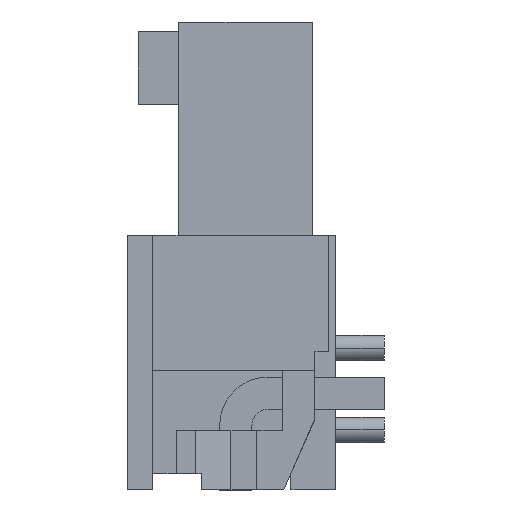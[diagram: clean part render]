
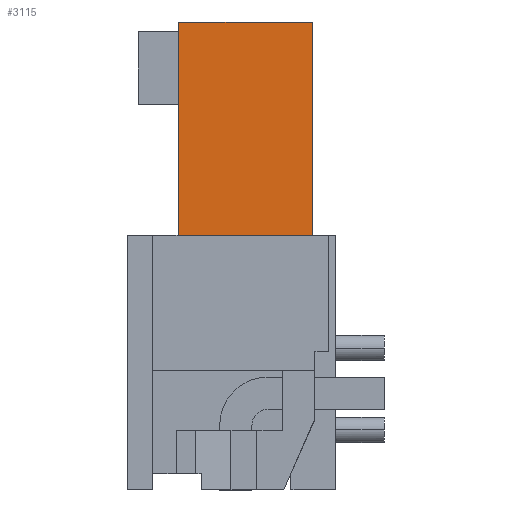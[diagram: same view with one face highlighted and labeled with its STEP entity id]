
A CAD part, left-side view. The second image highlights one B-rep face of the part: STEP entity #3115.
In plain terms, the highlighted planar face has unit normal (-1, 0, 0).
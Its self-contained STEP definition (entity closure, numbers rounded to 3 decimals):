
#2031=CARTESIAN_POINT('Vertex',(5.582,2.222,7.9)) ;
#2034=CARTESIAN_POINT('Line Origine',(5.582,4.296,7.9)) ;
#2038=CARTESIAN_POINT('Vertex',(5.582,6.37,7.9)) ;
#3077=CARTESIAN_POINT('Vertex',(5.582,2.222,14.5)) ;
#3080=CARTESIAN_POINT('Line Origine',(5.582,2.222,11.2)) ;
#3092=CARTESIAN_POINT('Axis2P3D Location',(5.582,2.222,7.9)) ;
#3097=CARTESIAN_POINT('Line Origine',(5.582,4.296,14.5)) ;
#3101=CARTESIAN_POINT('Vertex',(5.582,6.37,14.5)) ;
#3104=CARTESIAN_POINT('Line Origine',(5.582,6.37,11.2)) ;
#2035=DIRECTION('Vector Direction',(0.,1.,0.)) ;
#3081=DIRECTION('Vector Direction',(0.,0.,1.)) ;
#3093=DIRECTION('Axis2P3D Direction',(1.,0.,0.)) ;
#3094=DIRECTION('Axis2P3D XDirection',(0.,1.,0.)) ;
#3098=DIRECTION('Vector Direction',(0.,1.,0.)) ;
#3105=DIRECTION('Vector Direction',(0.,0.,1.)) ;
#3095=AXIS2_PLACEMENT_3D('Plane Axis2P3D',#3092,#3093,#3094) ;
#3110=ORIENTED_EDGE('',*,*,#3103,.T.) ;
#3111=ORIENTED_EDGE('',*,*,#3108,.F.) ;
#3112=ORIENTED_EDGE('',*,*,#2040,.T.) ;
#3113=ORIENTED_EDGE('',*,*,#3084,.T.) ;
#2036=VECTOR('Line Direction',#2035,1.) ;
#3082=VECTOR('Line Direction',#3081,1.) ;
#3099=VECTOR('Line Direction',#3098,1.) ;
#3106=VECTOR('Line Direction',#3105,1.) ;
#3115=ADVANCED_FACE('HOUSING',(#3114),#3096,.F.) ;
#2040=EDGE_CURVE('',#2039,#2032,#2037,.F.) ;
#3084=EDGE_CURVE('',#2032,#3078,#3083,.T.) ;
#3103=EDGE_CURVE('',#3078,#3102,#3100,.T.) ;
#3108=EDGE_CURVE('',#2039,#3102,#3107,.T.) ;
#3109=EDGE_LOOP('',(#3110,#3111,#3112,#3113)) ;
#3114=FACE_OUTER_BOUND('',#3109,.T.) ;
#2037=LINE('Line',#2034,#2036) ;
#3083=LINE('Line',#3080,#3082) ;
#3100=LINE('Line',#3097,#3099) ;
#3107=LINE('Line',#3104,#3106) ;
#3096=PLANE('',#3095) ;
#2032=VERTEX_POINT('',#2031) ;
#2039=VERTEX_POINT('',#2038) ;
#3078=VERTEX_POINT('',#3077) ;
#3102=VERTEX_POINT('',#3101) ;
